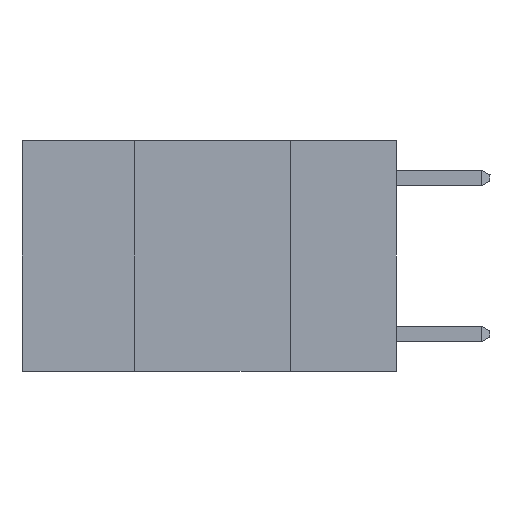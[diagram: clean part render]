
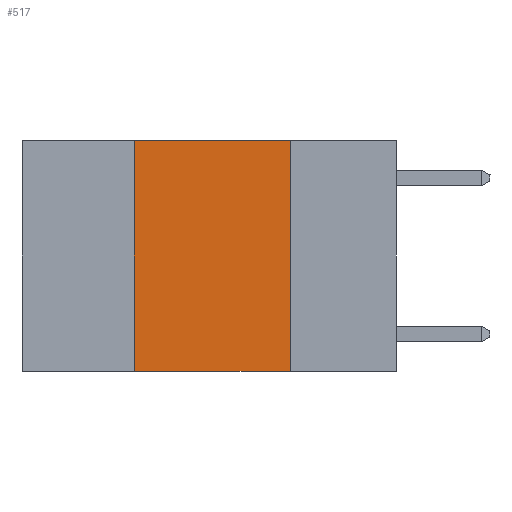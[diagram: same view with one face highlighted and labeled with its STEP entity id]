
A CAD part, left-side view. The second image highlights one B-rep face of the part: STEP entity #517.
In plain terms, the highlighted planar face has unit normal (-1, 0, 0).
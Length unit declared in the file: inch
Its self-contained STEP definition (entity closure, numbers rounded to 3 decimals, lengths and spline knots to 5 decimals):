
#146 = VERTEX_POINT ( 'NONE', #1709 ) ;
#445 = EDGE_CURVE ( 'NONE', #146, #640, #5625, .T. ) ;
#517 = ADVANCED_FACE ( 'NONE', ( #4380 ), #7285, .F. ) ;
#640 = VERTEX_POINT ( 'NONE', #4467 ) ;
#671 = EDGE_CURVE ( 'NONE', #640, #4944, #7148, .T. ) ;
#672 = EDGE_CURVE ( 'NONE', #3062, #146, #2536, .T. ) ;
#675 = EDGE_CURVE ( 'NONE', #3062, #4944, #2268, .T. ) ;
#1709 = CARTESIAN_POINT ( 'NONE',  ( 0., 0.42, 0. ) ) ;
#1774 = DIRECTION ( 'NONE',  ( 0., -1., 0. ) ) ;
#2268 = LINE ( 'NONE', #3420, #3973 ) ;
#2414 = VECTOR ( 'NONE', #1774, 39.37008 ) ;
#2438 = CARTESIAN_POINT ( 'NONE',  ( 0., 0.42, -0.37 ) ) ;
#2486 = DIRECTION ( 'NONE',  ( 0., 0., -1. ) ) ;
#2536 = LINE ( 'NONE', #4465, #8327 ) ;
#3062 = VERTEX_POINT ( 'NONE', #2438 ) ;
#3099 = ORIENTED_EDGE ( 'NONE', *, *, #672, .F. ) ;
#3420 = CARTESIAN_POINT ( 'NONE',  ( 0., 0.6, -0.37 ) ) ;
#3610 = EDGE_LOOP ( 'NONE', ( #7649, #4758, #3099, #6071 ) ) ;
#3973 = VECTOR ( 'NONE', #4054, 39.37008 ) ;
#4021 = CARTESIAN_POINT ( 'NONE',  ( 0., 0.17, -0.37 ) ) ;
#4054 = DIRECTION ( 'NONE',  ( 0., -1., 0. ) ) ;
#4380 = FACE_OUTER_BOUND ( 'NONE', #3610, .T. ) ;
#4465 = CARTESIAN_POINT ( 'NONE',  ( 0., 0.42, 0. ) ) ;
#4467 = CARTESIAN_POINT ( 'NONE',  ( 0., 0.17, 0. ) ) ;
#4758 = ORIENTED_EDGE ( 'NONE', *, *, #445, .F. ) ;
#4944 = VERTEX_POINT ( 'NONE', #4021 ) ;
#5625 = LINE ( 'NONE', #7847, #2414 ) ;
#5700 = VECTOR ( 'NONE', #6217, 39.37008 ) ;
#5965 = DIRECTION ( 'NONE',  ( 0., 0., 1. ) ) ;
#6071 = ORIENTED_EDGE ( 'NONE', *, *, #675, .T. ) ;
#6217 = DIRECTION ( 'NONE',  ( 0., 0., -1. ) ) ;
#7148 = LINE ( 'NONE', #7156, #5700 ) ;
#7156 = CARTESIAN_POINT ( 'NONE',  ( 0., 0.17, 0. ) ) ;
#7285 = PLANE ( 'NONE',  #7388 ) ;
#7378 = CARTESIAN_POINT ( 'NONE',  ( 0., 0.6, 0. ) ) ;
#7388 = AXIS2_PLACEMENT_3D ( 'NONE', #7378, #8266, #2486 ) ;
#7649 = ORIENTED_EDGE ( 'NONE', *, *, #671, .F. ) ;
#7847 = CARTESIAN_POINT ( 'NONE',  ( 0., 0.6, 0. ) ) ;
#8266 = DIRECTION ( 'NONE',  ( 1., 0., 0. ) ) ;
#8327 = VECTOR ( 'NONE', #5965, 39.37008 ) ;
